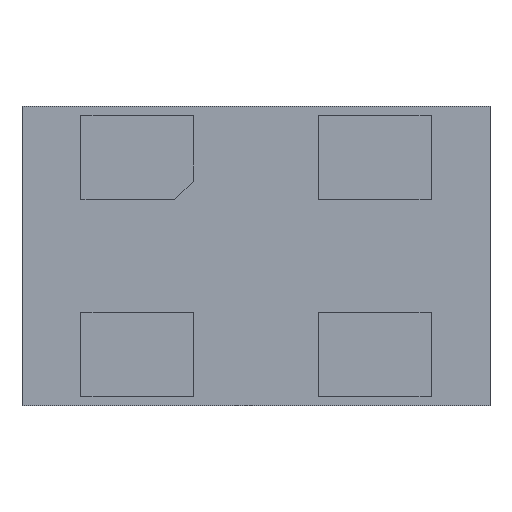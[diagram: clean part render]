
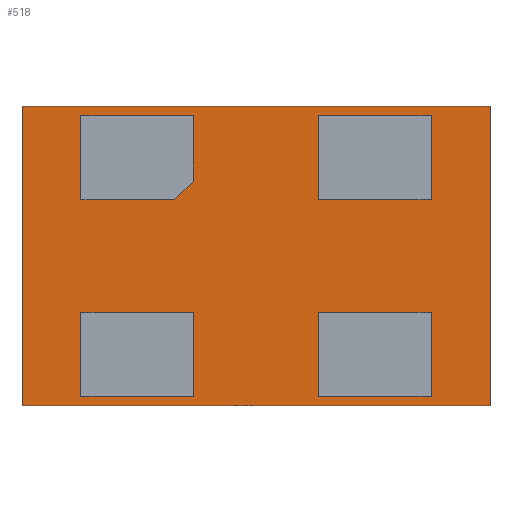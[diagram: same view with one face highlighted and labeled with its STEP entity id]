
A CAD part, front view. The second image highlights one B-rep face of the part: STEP entity #518.
In plain terms, the highlighted planar face has unit normal (0, -1, 0).
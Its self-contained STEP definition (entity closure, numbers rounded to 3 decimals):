
#16=FACE_BOUND('',#207,.T.);
#17=FACE_BOUND('',#208,.T.);
#18=FACE_BOUND('',#209,.T.);
#19=FACE_BOUND('',#210,.T.);
#25=LINE('',#711,#89);
#28=LINE('',#716,#92);
#31=LINE('',#724,#95);
#37=LINE('',#736,#101);
#39=LINE('',#741,#103);
#43=LINE('',#749,#107);
#46=LINE('',#755,#110);
#49=LINE('',#760,#113);
#51=LINE('',#766,#115);
#55=LINE('',#774,#119);
#58=LINE('',#780,#122);
#61=LINE('',#785,#125);
#63=LINE('',#791,#127);
#67=LINE('',#799,#131);
#70=LINE('',#805,#134);
#73=LINE('',#810,#137);
#75=LINE('',#815,#139);
#78=LINE('',#820,#142);
#79=LINE('',#822,#143);
#82=LINE('',#828,#146);
#83=LINE('',#830,#147);
#89=VECTOR('',#581,10.);
#92=VECTOR('',#586,10.);
#95=VECTOR('',#591,10.);
#101=VECTOR('',#601,10.);
#103=VECTOR('',#605,10.);
#107=VECTOR('',#611,10.);
#110=VECTOR('',#616,10.);
#113=VECTOR('',#621,10.);
#115=VECTOR('',#627,10.);
#119=VECTOR('',#633,10.);
#122=VECTOR('',#638,10.);
#125=VECTOR('',#643,10.);
#127=VECTOR('',#649,10.);
#131=VECTOR('',#655,10.);
#134=VECTOR('',#660,10.);
#137=VECTOR('',#665,10.);
#139=VECTOR('',#671,10.);
#142=VECTOR('',#676,10.);
#143=VECTOR('',#679,10.);
#146=VECTOR('',#686,10.);
#147=VECTOR('',#689,10.);
#176=FACE_OUTER_BOUND('',#206,.T.);
#206=EDGE_LOOP('',(#434,#435,#436,#437));
#207=EDGE_LOOP('',(#438,#439,#440,#441));
#208=EDGE_LOOP('',(#442,#443,#444,#445));
#209=EDGE_LOOP('',(#446,#447,#448,#449));
#210=EDGE_LOOP('',(#450,#451,#452,#453,#454));
#219=VERTEX_POINT('',#708);
#220=VERTEX_POINT('',#710);
#221=VERTEX_POINT('',#714);
#224=VERTEX_POINT('',#721);
#225=VERTEX_POINT('',#723);
#229=VERTEX_POINT('',#735);
#230=VERTEX_POINT('',#739);
#231=VERTEX_POINT('',#740);
#234=VERTEX_POINT('',#748);
#236=VERTEX_POINT('',#754);
#238=VERTEX_POINT('',#764);
#239=VERTEX_POINT('',#765);
#242=VERTEX_POINT('',#773);
#244=VERTEX_POINT('',#779);
#246=VERTEX_POINT('',#789);
#247=VERTEX_POINT('',#790);
#250=VERTEX_POINT('',#798);
#252=VERTEX_POINT('',#804);
#254=VERTEX_POINT('',#814);
#255=VERTEX_POINT('',#818);
#256=VERTEX_POINT('',#826);
#264=EDGE_CURVE('',#220,#219,#25,.T.);
#267=EDGE_CURVE('',#219,#221,#28,.T.);
#270=EDGE_CURVE('',#224,#225,#31,.F.);
#276=EDGE_CURVE('',#229,#225,#37,.T.);
#278=EDGE_CURVE('',#230,#231,#39,.T.);
#282=EDGE_CURVE('',#231,#234,#43,.T.);
#285=EDGE_CURVE('',#234,#236,#46,.T.);
#288=EDGE_CURVE('',#236,#230,#49,.T.);
#290=EDGE_CURVE('',#238,#239,#51,.T.);
#294=EDGE_CURVE('',#239,#242,#55,.T.);
#297=EDGE_CURVE('',#242,#244,#58,.T.);
#300=EDGE_CURVE('',#244,#238,#61,.T.);
#302=EDGE_CURVE('',#246,#247,#63,.T.);
#306=EDGE_CURVE('',#247,#250,#67,.T.);
#309=EDGE_CURVE('',#250,#252,#70,.T.);
#312=EDGE_CURVE('',#252,#246,#73,.T.);
#314=EDGE_CURVE('',#254,#229,#75,.T.);
#317=EDGE_CURVE('',#224,#255,#78,.T.);
#318=EDGE_CURVE('',#255,#254,#79,.T.);
#321=EDGE_CURVE('',#221,#256,#82,.T.);
#322=EDGE_CURVE('',#256,#220,#83,.T.);
#434=ORIENTED_EDGE('',*,*,#267,.T.);
#435=ORIENTED_EDGE('',*,*,#321,.T.);
#436=ORIENTED_EDGE('',*,*,#322,.T.);
#437=ORIENTED_EDGE('',*,*,#264,.T.);
#438=ORIENTED_EDGE('',*,*,#278,.T.);
#439=ORIENTED_EDGE('',*,*,#282,.T.);
#440=ORIENTED_EDGE('',*,*,#285,.T.);
#441=ORIENTED_EDGE('',*,*,#288,.T.);
#442=ORIENTED_EDGE('',*,*,#290,.T.);
#443=ORIENTED_EDGE('',*,*,#294,.T.);
#444=ORIENTED_EDGE('',*,*,#297,.T.);
#445=ORIENTED_EDGE('',*,*,#300,.T.);
#446=ORIENTED_EDGE('',*,*,#302,.T.);
#447=ORIENTED_EDGE('',*,*,#306,.T.);
#448=ORIENTED_EDGE('',*,*,#309,.T.);
#449=ORIENTED_EDGE('',*,*,#312,.T.);
#450=ORIENTED_EDGE('',*,*,#314,.T.);
#451=ORIENTED_EDGE('',*,*,#276,.T.);
#452=ORIENTED_EDGE('',*,*,#270,.F.);
#453=ORIENTED_EDGE('',*,*,#317,.T.);
#454=ORIENTED_EDGE('',*,*,#318,.T.);
#482=PLANE('',#563);
#518=ADVANCED_FACE('',(#176,#16,#17,#18,#19),#482,.F.);
#563=AXIS2_PLACEMENT_3D('',#831,#690,#691);
#581=DIRECTION('',(0.,0.,1.));
#586=DIRECTION('',(-1.,0.,0.));
#591=DIRECTION('',(-0.707,0.,-0.707));
#601=DIRECTION('',(0.,0.,-1.));
#605=DIRECTION('',(0.,0.,-1.));
#611=DIRECTION('',(-1.,0.,0.));
#616=DIRECTION('',(0.,0.,1.));
#621=DIRECTION('',(1.,0.,0.));
#627=DIRECTION('',(0.,0.,-1.));
#633=DIRECTION('',(-1.,0.,0.));
#638=DIRECTION('',(0.,0.,1.));
#643=DIRECTION('',(1.,0.,0.));
#649=DIRECTION('',(0.,0.,-1.));
#655=DIRECTION('',(-1.,0.,0.));
#660=DIRECTION('',(0.,0.,1.));
#665=DIRECTION('',(1.,0.,0.));
#671=DIRECTION('',(1.,0.,0.));
#676=DIRECTION('',(-1.,0.,0.));
#679=DIRECTION('',(0.,0.,1.));
#686=DIRECTION('',(0.,0.,-1.));
#689=DIRECTION('',(1.,0.,0.));
#690=DIRECTION('center_axis',(0.,1.,0.));
#691=DIRECTION('ref_axis',(1.,0.,0.));
#708=CARTESIAN_POINT('',(5.,0.,3.2));
#710=CARTESIAN_POINT('',(5.,0.,0.));
#711=CARTESIAN_POINT('',(5.,0.,0.));
#714=CARTESIAN_POINT('',(0.,0.,3.2));
#716=CARTESIAN_POINT('',(5.,0.,3.2));
#721=CARTESIAN_POINT('',(1.63,0.,2.2));
#723=CARTESIAN_POINT('',(1.83,0.,2.4));
#724=CARTESIAN_POINT('',(1.748,0.,2.318));
#735=CARTESIAN_POINT('',(1.83,0.,3.1));
#736=CARTESIAN_POINT('',(1.83,0.,1.9));
#739=CARTESIAN_POINT('',(4.37,0.,1.));
#740=CARTESIAN_POINT('',(4.37,0.,0.1));
#741=CARTESIAN_POINT('',(4.37,0.,0.85));
#748=CARTESIAN_POINT('',(3.17,0.,0.1));
#749=CARTESIAN_POINT('',(2.835,0.,0.1));
#754=CARTESIAN_POINT('',(3.17,0.,1.));
#755=CARTESIAN_POINT('',(3.17,0.,1.3));
#760=CARTESIAN_POINT('',(3.435,0.,1.));
#764=CARTESIAN_POINT('',(1.83,0.,1.));
#765=CARTESIAN_POINT('',(1.83,0.,0.1));
#766=CARTESIAN_POINT('',(1.83,0.,0.85));
#773=CARTESIAN_POINT('',(0.63,0.,0.1));
#774=CARTESIAN_POINT('',(1.565,0.,0.1));
#779=CARTESIAN_POINT('',(0.63,0.,1.));
#780=CARTESIAN_POINT('',(0.63,0.,1.3));
#785=CARTESIAN_POINT('',(2.165,0.,1.));
#789=CARTESIAN_POINT('',(4.37,0.,3.1));
#790=CARTESIAN_POINT('',(4.37,0.,2.2));
#791=CARTESIAN_POINT('',(4.37,0.,1.9));
#798=CARTESIAN_POINT('',(3.17,0.,2.2));
#799=CARTESIAN_POINT('',(2.835,0.,2.2));
#804=CARTESIAN_POINT('',(3.17,0.,3.1));
#805=CARTESIAN_POINT('',(3.17,0.,2.35));
#810=CARTESIAN_POINT('',(3.435,0.,3.1));
#814=CARTESIAN_POINT('',(0.63,0.,3.1));
#815=CARTESIAN_POINT('',(2.165,0.,3.1));
#818=CARTESIAN_POINT('',(0.63,0.,2.2));
#820=CARTESIAN_POINT('',(1.565,0.,2.2));
#822=CARTESIAN_POINT('',(0.63,0.,2.35));
#826=CARTESIAN_POINT('',(0.,0.,0.));
#828=CARTESIAN_POINT('',(0.,0.,3.2));
#830=CARTESIAN_POINT('',(0.,0.,0.));
#831=CARTESIAN_POINT('Origin',(2.5,0.,1.6));
